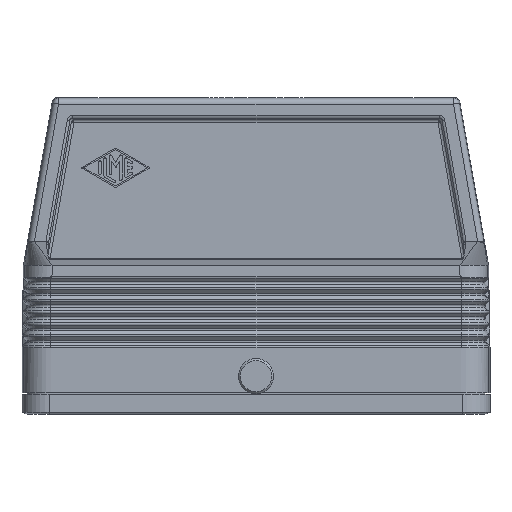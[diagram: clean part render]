
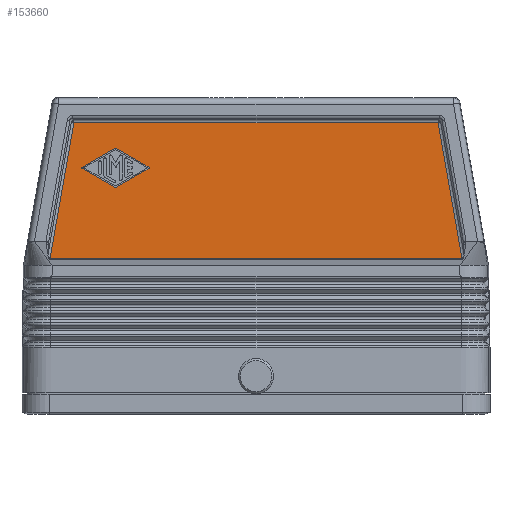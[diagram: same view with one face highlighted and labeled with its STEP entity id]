
A CAD part, left-side view. The second image highlights one B-rep face of the part: STEP entity #153660.
In plain terms, the highlighted planar face has unit normal (-1, 0, 0).
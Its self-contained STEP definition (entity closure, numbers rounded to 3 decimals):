
#26140=CARTESIAN_POINT('',(374.083,-12.317,
48.893));
#26150=DIRECTION('',(1.,0.,0.));
#26160=DIRECTION('',(0.,1.,0.));
#26170=AXIS2_PLACEMENT_3D('',#26140,#26150,#26160);
#26180=PLANE('',#26170);
#145320=CARTESIAN_POINT('',(374.083,83.225,
34.925));
#145330=VERTEX_POINT('',#145320);
#145360=CARTESIAN_POINT('',(374.083,-2.633,
34.925));
#145370=DIRECTION('',(0.,-1.,0.));
#145380=VECTOR('',#145370,1.);
#145390=LINE('',#145360,#145380);
#145400=CARTESIAN_POINT('',(374.083,-22.413,
34.925));
#145410=VERTEX_POINT('',#145400);
#145420=EDGE_CURVE('',#145330,#145410,#145390,.T.);
#149800=CARTESIAN_POINT('',(374.083,-16.265,
69.818));
#149810=VERTEX_POINT('',#149800);
#150730=CARTESIAN_POINT('',(374.083,-26.411,
12.233));
#150740=DIRECTION('',(0.,-0.174,-0.985));
#150750=VECTOR('',#150740,1.);
#150760=LINE('',#150730,#150750);
#150770=EDGE_CURVE('',#149810,#145410,#150760,.T.);
#152780=ORIENTED_EDGE('',*,*,#145420,.T.);
#152790=CARTESIAN_POINT('',(374.083,87.223,
12.233));
#152800=DIRECTION('',(0.,0.174,-0.985));
#152810=VECTOR('',#152800,1.);
#152820=LINE('',#152790,#152810);
#152830=CARTESIAN_POINT('',(374.083,77.078,
69.818));
#152840=VERTEX_POINT('',#152830);
#152850=EDGE_CURVE('',#152840,#145330,#152820,.T.);
#152860=ORIENTED_EDGE('',*,*,#152850,.T.);
#152870=CARTESIAN_POINT('',(374.083,70.873,
69.818));
#152880=DIRECTION('',(0.,1.,0.));
#152890=VECTOR('',#152880,1.);
#152900=LINE('',#152870,#152890);
#152910=EDGE_CURVE('',#149810,#152840,#152900,.T.);
#152920=ORIENTED_EDGE('',*,*,#152910,.T.);
#152930=ORIENTED_EDGE('',*,*,#150770,.F.);
#152940=EDGE_LOOP('',(#152930,#152920,#152860,#152780));
#152950=FACE_OUTER_BOUND('',#152940,.T.);
#152960=CARTESIAN_POINT('',(374.083,44.373,
75.877));
#152970=DIRECTION('',(0.,0.868,-0.496));
#152980=VECTOR('',#152970,1.);
#152990=LINE('',#152960,#152980);
#153000=CARTESIAN_POINT('',(374.083,66.572,
63.188));
#153010=VERTEX_POINT('',#153000);
#153020=CARTESIAN_POINT('',(374.083,74.988,
58.377));
#153030=VERTEX_POINT('',#153020);
#153040=EDGE_CURVE('',#153010,#153030,#152990,.T.);
#153050=ORIENTED_EDGE('',*,*,#153040,.F.);
#153060=CARTESIAN_POINT('',(374.083,74.905,
58.233));
#153070=DIRECTION('',(-1.,0.,0.));
#153080=DIRECTION('',(0.,-1.,0.));
#153090=AXIS2_PLACEMENT_3D('',#153060,#153070,#153080);
#153100=CIRCLE('',#153090,0.167);
#153110=CARTESIAN_POINT('',(374.083,74.988,
58.088));
#153120=VERTEX_POINT('',#153110);
#153130=EDGE_CURVE('',#153030,#153120,#153100,.T.);
#153140=ORIENTED_EDGE('',*,*,#153130,.F.);
#153150=CARTESIAN_POINT('',(374.083,44.373,
40.588));
#153160=DIRECTION('',(0.,-0.868,-0.496));
#153170=VECTOR('',#153160,1.);
#153180=LINE('',#153150,#153170);
#153190=CARTESIAN_POINT('',(374.083,66.572,
53.277));
#153200=VERTEX_POINT('',#153190);
#153210=EDGE_CURVE('',#153120,#153200,#153180,.T.);
#153220=ORIENTED_EDGE('',*,*,#153210,.F.);
#153230=CARTESIAN_POINT('',(374.083,66.406,
53.566));
#153240=DIRECTION('',(-1.,0.,0.));
#153250=DIRECTION('',(0.,-1.,0.));
#153260=AXIS2_PLACEMENT_3D('',#153230,#153240,#153250);
#153270=CIRCLE('',#153260,0.333);
#153280=CARTESIAN_POINT('',(374.083,66.241,
53.277));
#153290=VERTEX_POINT('',#153280);
#153300=EDGE_CURVE('',#153200,#153290,#153270,.T.);
#153310=ORIENTED_EDGE('',*,*,#153300,.F.);
#153320=CARTESIAN_POINT('',(374.083,44.373,
65.777));
#153330=DIRECTION('',(0.,-0.868,0.496));
#153340=VECTOR('',#153330,1.);
#153350=LINE('',#153320,#153340);
#153360=CARTESIAN_POINT('',(374.083,57.824,
58.088));
#153370=VERTEX_POINT('',#153360);
#153380=EDGE_CURVE('',#153290,#153370,#153350,.T.);
#153390=ORIENTED_EDGE('',*,*,#153380,.F.);
#153400=CARTESIAN_POINT('',(374.083,57.907,
58.233));
#153410=DIRECTION('',(-1.,0.,0.));
#153420=DIRECTION('',(0.,-1.,0.));
#153430=AXIS2_PLACEMENT_3D('',#153400,#153410,#153420);
#153440=CIRCLE('',#153430,0.167);
#153450=CARTESIAN_POINT('',(374.083,57.824,
58.377));
#153460=VERTEX_POINT('',#153450);
#153470=EDGE_CURVE('',#153370,#153460,#153440,.T.);
#153480=ORIENTED_EDGE('',*,*,#153470,.F.);
#153490=CARTESIAN_POINT('',(374.083,44.373,
50.688));
#153500=DIRECTION('',(0.,0.868,0.496));
#153510=VECTOR('',#153500,1.);
#153520=LINE('',#153490,#153510);
#153530=CARTESIAN_POINT('',(374.083,66.241,
63.188));
#153540=VERTEX_POINT('',#153530);
#153550=EDGE_CURVE('',#153460,#153540,#153520,.T.);
#153560=ORIENTED_EDGE('',*,*,#153550,.F.);
#153570=CARTESIAN_POINT('',(374.083,66.406,
62.899));
#153580=DIRECTION('',(-1.,0.,0.));
#153590=DIRECTION('',(0.,-1.,0.));
#153600=AXIS2_PLACEMENT_3D('',#153570,#153580,#153590);
#153610=CIRCLE('',#153600,0.333);
#153620=EDGE_CURVE('',#153540,#153010,#153610,.T.);
#153630=ORIENTED_EDGE('',*,*,#153620,.F.);
#153640=EDGE_LOOP('',(#153630,#153560,#153480,#153390,#153310,#153220,
#153140,#153050));
#153650=FACE_BOUND('',#153640,.T.);
#153660=ADVANCED_FACE('',(#152950,#153650),#26180,.F.);
